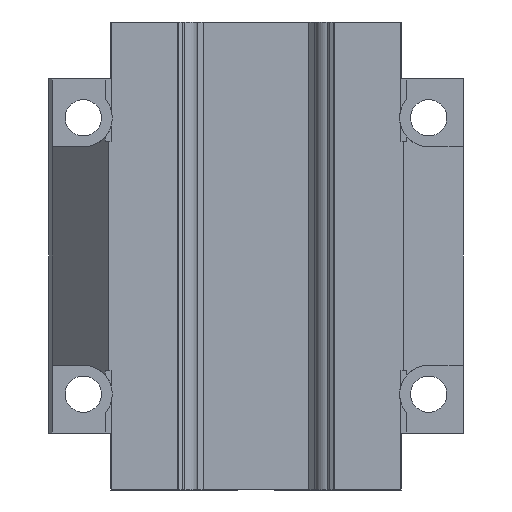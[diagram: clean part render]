
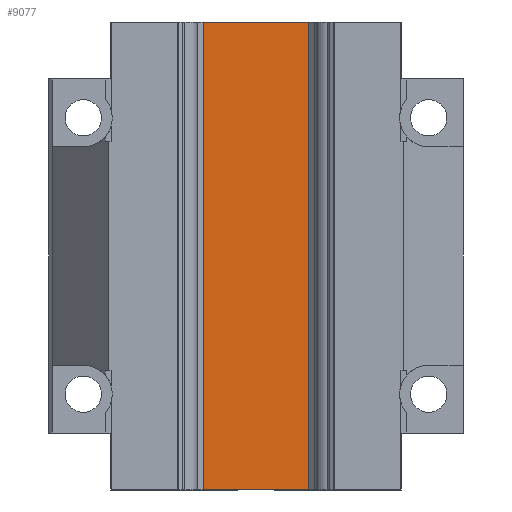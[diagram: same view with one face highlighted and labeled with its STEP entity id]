
A CAD part, front view. The second image highlights one B-rep face of the part: STEP entity #9077.
In plain terms, the highlighted planar face has unit normal (0, -1, 0).
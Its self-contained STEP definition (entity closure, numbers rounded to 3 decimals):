
#130 = EDGE_CURVE ( 'NONE', #1613, #1580, #2630, .T. ) ;
#207 = DIRECTION ( 'NONE',  ( 0., 0., 1. ) ) ;
#208 = CARTESIAN_POINT ( 'NONE',  ( 20.5, 13.7, -67.75 ) ) ;
#959 = CARTESIAN_POINT ( 'NONE',  ( -20.5, 13.7, 67.7 ) ) ;
#1076 = CARTESIAN_POINT ( 'NONE',  ( 20.5, 13.7, -67.7 ) ) ;
#1112 = CARTESIAN_POINT ( 'NONE',  ( -20.5, 13.7, -67.7 ) ) ;
#1355 = DIRECTION ( 'NONE',  ( -1., 0., 0. ) ) ;
#1356 = CARTESIAN_POINT ( 'NONE',  ( 42., 13.7, -67.7 ) ) ;
#1580 = VERTEX_POINT ( 'NONE', #1112 ) ;
#1613 = VERTEX_POINT ( 'NONE', #1076 ) ;
#1790 = VERTEX_POINT ( 'NONE', #959 ) ;
#1871 = VECTOR ( 'NONE', #207, 1000. ) ;
#1872 = LINE ( 'NONE', #208, #1871 ) ;
#2105 = VECTOR ( 'NONE', #11248, 1000. ) ;
#2107 = LINE ( 'NONE', #11249, #2105 ) ;
#2615 = VECTOR ( 'NONE', #1355, 1000. ) ;
#2630 = LINE ( 'NONE', #1356, #2615 ) ;
#5939 = CARTESIAN_POINT ( 'NONE',  ( 20.5, 13.7, -67.75 ) ) ;
#5951 = PLANE ( 'NONE',  #10770 ) ;
#5956 = DIRECTION ( 'NONE',  ( 0., 1., 0. ) ) ;
#5957 = DIRECTION ( 'NONE',  ( -1., 0., 0. ) ) ;
#6565 = CARTESIAN_POINT ( 'NONE',  ( 20.5, 13.7, 67.7 ) ) ;
#6788 = CARTESIAN_POINT ( 'NONE',  ( 20.5, 13.7, 67.7 ) ) ;
#6789 = DIRECTION ( 'NONE',  ( -1., 0., 0. ) ) ;
#7980 = ORIENTED_EDGE ( 'NONE', *, *, #130, .F. ) ;
#7981 = ORIENTED_EDGE ( 'NONE', *, *, #8588, .F. ) ;
#7982 = ORIENTED_EDGE ( 'NONE', *, *, #15918, .T. ) ;
#7983 = ORIENTED_EDGE ( 'NONE', *, *, #8541, .T. ) ;
#8541 = EDGE_CURVE ( 'NONE', #1613, #14411, #1872, .T. ) ;
#8588 = EDGE_CURVE ( 'NONE', #1580, #1790, #2107, .T. ) ;
#9077 = ADVANCED_FACE ( 'NONE', ( #14656 ), #5951, .F. ) ;
#10770 = AXIS2_PLACEMENT_3D ( 'NONE', #5939, #5956, #5957 ) ;
#11248 = DIRECTION ( 'NONE',  ( 0., 0., 1. ) ) ;
#11249 = CARTESIAN_POINT ( 'NONE',  ( -20.5, 13.7, -67.75 ) ) ;
#14411 = VERTEX_POINT ( 'NONE', #6565 ) ;
#14656 = FACE_OUTER_BOUND ( 'NONE', #16973, .T. ) ;
#15209 = LINE ( 'NONE', #6788, #15216 ) ;
#15216 = VECTOR ( 'NONE', #6789, 1000. ) ;
#15918 = EDGE_CURVE ( 'NONE', #14411, #1790, #15209, .T. ) ;
#16973 = EDGE_LOOP ( 'NONE', ( #7983, #7982, #7981, #7980 ) ) ;
